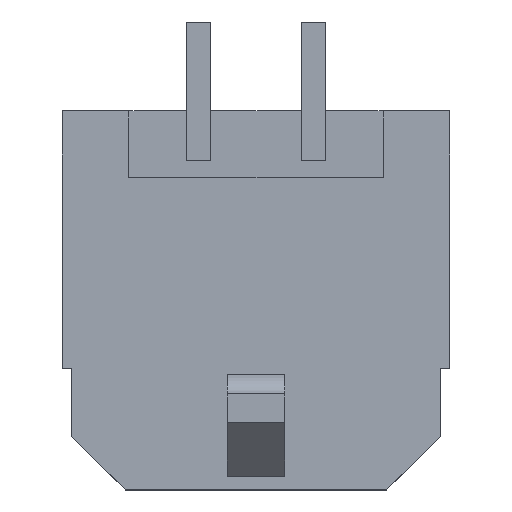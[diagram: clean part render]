
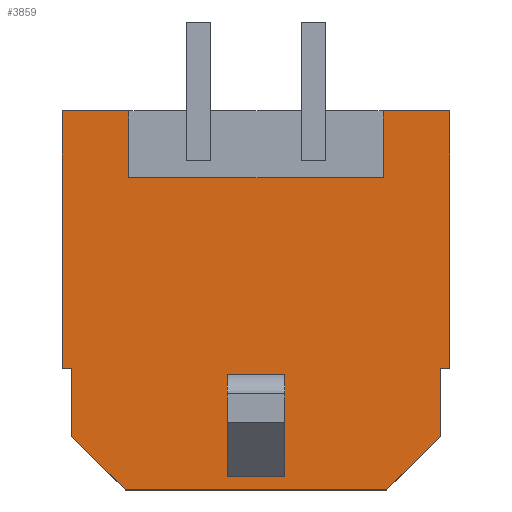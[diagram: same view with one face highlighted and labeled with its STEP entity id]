
A CAD part, top view. The second image highlights one B-rep face of the part: STEP entity #3859.
In plain terms, the highlighted planar face has unit normal (0, 0, 1).
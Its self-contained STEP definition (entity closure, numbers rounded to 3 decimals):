
#1601=CARTESIAN_POINT('',(-4.825,-9.02,7.37));
#1602=VERTEX_POINT('',#1601);
#1609=CARTESIAN_POINT('',(-4.825,-7.25,7.37));
#1610=VERTEX_POINT('',#1609);
#1611=CARTESIAN_POINT('',(-4.825,-7.25,7.37));
#1612=DIRECTION('',(0.0,-1.0,0.0));
#1613=VECTOR('',#1612,1.77);
#1614=LINE('',#1611,#1613);
#1615=EDGE_CURVE('',#1610,#1602,#1614,.T.);
#1711=CARTESIAN_POINT('',(-5.075,-7.25,7.37));
#1712=VERTEX_POINT('',#1711);
#1713=CARTESIAN_POINT('',(-5.075,-7.25,7.37));
#1714=DIRECTION('',(1.0,0.0,0.0));
#1715=VECTOR('',#1714,0.25);
#1716=LINE('',#1713,#1715);
#1717=EDGE_CURVE('',#1712,#1610,#1716,.T.);
#1980=CARTESIAN_POINT('',(5.075,-0.51,7.37));
#1981=VERTEX_POINT('',#1980);
#1988=CARTESIAN_POINT('',(5.075,-7.25,7.37));
#1989=VERTEX_POINT('',#1988);
#1990=CARTESIAN_POINT('',(5.075,-7.25,7.37));
#1991=DIRECTION('',(0.0,1.0,0.0));
#1992=VECTOR('',#1991,6.74);
#1993=LINE('',#1990,#1992);
#1994=EDGE_CURVE('',#1989,#1981,#1993,.T.);
#2757=CARTESIAN_POINT('',(3.325,-0.51,7.37));
#2758=VERTEX_POINT('',#2757);
#2765=CARTESIAN_POINT('',(5.075,-0.51,7.37));
#2766=DIRECTION('',(-1.0,0.0,0.0));
#2767=VECTOR('',#2766,1.75);
#2768=LINE('',#2765,#2767);
#2769=EDGE_CURVE('',#1981,#2758,#2768,.T.);
#2824=CARTESIAN_POINT('',(-5.075,-0.51,7.37));
#2825=VERTEX_POINT('',#2824);
#2834=CARTESIAN_POINT('',(-3.325,-0.51,7.37));
#2835=VERTEX_POINT('',#2834);
#2836=CARTESIAN_POINT('',(-3.325,-0.51,7.37));
#2837=DIRECTION('',(-1.0,0.0,0.0));
#2838=VECTOR('',#2837,1.75);
#2839=LINE('',#2836,#2838);
#2840=EDGE_CURVE('',#2835,#2825,#2839,.T.);
#3640=CARTESIAN_POINT('',(-5.075,-0.51,7.37));
#3641=DIRECTION('',(0.0,-1.0,0.0));
#3642=VECTOR('',#3641,6.74);
#3643=LINE('',#3640,#3642);
#3644=EDGE_CURVE('',#2825,#1712,#3643,.T.);
#3752=CARTESIAN_POINT('',(-5.583,-0.014,7.37));
#3753=DIRECTION('',(0.0,0.0,1.0));
#3754=DIRECTION('',(0.0,-1.0,0.0));
#3755=AXIS2_PLACEMENT_3D('',#3752,#3753,#3754);
#3756=PLANE('',#3755);
#3757=ORIENTED_EDGE('',*,*,#2840,.T.);
#3758=ORIENTED_EDGE('',*,*,#3644,.T.);
#3759=ORIENTED_EDGE('',*,*,#1717,.T.);
#3760=ORIENTED_EDGE('',*,*,#1615,.T.);
#3761=CARTESIAN_POINT('',(-3.425,-10.42,7.37));
#3762=VERTEX_POINT('',#3761);
#3763=CARTESIAN_POINT('',(-3.425,-10.42,7.37));
#3764=DIRECTION('',(-0.707,0.707,0.0));
#3765=VECTOR('',#3764,1.98);
#3766=LINE('',#3763,#3765);
#3767=EDGE_CURVE('',#3762,#1602,#3766,.T.);
#3768=ORIENTED_EDGE('',*,*,#3767,.F.);
#3769=CARTESIAN_POINT('',(3.425,-10.42,7.37));
#3770=VERTEX_POINT('',#3769);
#3771=CARTESIAN_POINT('',(-3.425,-10.42,7.37));
#3772=DIRECTION('',(1.0,0.0,0.0));
#3773=VECTOR('',#3772,6.85);
#3774=LINE('',#3771,#3773);
#3775=EDGE_CURVE('',#3762,#3770,#3774,.T.);
#3776=ORIENTED_EDGE('',*,*,#3775,.T.);
#3777=CARTESIAN_POINT('',(4.825,-9.02,7.37));
#3778=VERTEX_POINT('',#3777);
#3779=CARTESIAN_POINT('',(4.825,-9.02,7.37));
#3780=DIRECTION('',(-0.707,-0.707,0.0));
#3781=VECTOR('',#3780,1.98);
#3782=LINE('',#3779,#3781);
#3783=EDGE_CURVE('',#3778,#3770,#3782,.T.);
#3784=ORIENTED_EDGE('',*,*,#3783,.F.);
#3785=CARTESIAN_POINT('',(4.825,-7.25,7.37));
#3786=VERTEX_POINT('',#3785);
#3787=CARTESIAN_POINT('',(4.825,-7.25,7.37));
#3788=DIRECTION('',(0.0,-1.0,0.0));
#3789=VECTOR('',#3788,1.77);
#3790=LINE('',#3787,#3789);
#3791=EDGE_CURVE('',#3786,#3778,#3790,.T.);
#3792=ORIENTED_EDGE('',*,*,#3791,.F.);
#3793=CARTESIAN_POINT('',(4.825,-7.25,7.37));
#3794=DIRECTION('',(1.0,0.0,0.0));
#3795=VECTOR('',#3794,0.25);
#3796=LINE('',#3793,#3795);
#3797=EDGE_CURVE('',#3786,#1989,#3796,.T.);
#3798=ORIENTED_EDGE('',*,*,#3797,.T.);
#3799=ORIENTED_EDGE('',*,*,#1994,.T.);
#3800=ORIENTED_EDGE('',*,*,#2769,.T.);
#3801=CARTESIAN_POINT('',(3.325,-2.26,7.37));
#3802=VERTEX_POINT('',#3801);
#3803=CARTESIAN_POINT('',(3.325,-0.51,7.37));
#3804=DIRECTION('',(0.0,-1.0,0.0));
#3805=VECTOR('',#3804,1.75);
#3806=LINE('',#3803,#3805);
#3807=EDGE_CURVE('',#2758,#3802,#3806,.T.);
#3808=ORIENTED_EDGE('',*,*,#3807,.T.);
#3809=CARTESIAN_POINT('',(-3.325,-2.26,7.37));
#3810=VERTEX_POINT('',#3809);
#3811=CARTESIAN_POINT('',(-3.325,-2.26,7.37));
#3812=DIRECTION('',(1.0,0.0,0.0));
#3813=VECTOR('',#3812,6.65);
#3814=LINE('',#3811,#3813);
#3815=EDGE_CURVE('',#3810,#3802,#3814,.T.);
#3816=ORIENTED_EDGE('',*,*,#3815,.F.);
#3817=CARTESIAN_POINT('',(-3.325,-0.51,7.37));
#3818=DIRECTION('',(0.0,-1.0,0.0));
#3819=VECTOR('',#3818,1.75);
#3820=LINE('',#3817,#3819);
#3821=EDGE_CURVE('',#2835,#3810,#3820,.T.);
#3822=ORIENTED_EDGE('',*,*,#3821,.F.);
#3823=EDGE_LOOP('',(#3757,#3758,#3759,#3760,#3768,#3776,#3784,#3792,#3798,#3799,#3800,#3808,#3816,#3822));
#3824=FACE_OUTER_BOUND('',#3823,.T.);
#3825=CARTESIAN_POINT('',(-0.75,-7.42,7.37));
#3826=VERTEX_POINT('',#3825);
#3827=CARTESIAN_POINT('',(0.75,-7.42,7.37));
#3828=VERTEX_POINT('',#3827);
#3829=CARTESIAN_POINT('',(-0.75,-7.42,7.37));
#3830=DIRECTION('',(1.0,0.0,0.0));
#3831=VECTOR('',#3830,1.5);
#3832=LINE('',#3829,#3831);
#3833=EDGE_CURVE('',#3826,#3828,#3832,.T.);
#3834=ORIENTED_EDGE('',*,*,#3833,.T.);
#3835=CARTESIAN_POINT('',(0.75,-10.07,7.37));
#3836=VERTEX_POINT('',#3835);
#3837=CARTESIAN_POINT('',(0.75,-10.07,7.37));
#3838=DIRECTION('',(0.0,1.0,0.0));
#3839=VECTOR('',#3838,2.65);
#3840=LINE('',#3837,#3839);
#3841=EDGE_CURVE('',#3836,#3828,#3840,.T.);
#3842=ORIENTED_EDGE('',*,*,#3841,.F.);
#3843=CARTESIAN_POINT('',(-0.75,-10.07,7.37));
#3844=VERTEX_POINT('',#3843);
#3845=CARTESIAN_POINT('',(-0.75,-10.07,7.37));
#3846=DIRECTION('',(1.0,0.0,0.0));
#3847=VECTOR('',#3846,1.5);
#3848=LINE('',#3845,#3847);
#3849=EDGE_CURVE('',#3844,#3836,#3848,.T.);
#3850=ORIENTED_EDGE('',*,*,#3849,.F.);
#3851=CARTESIAN_POINT('',(-0.75,-10.07,7.37));
#3852=DIRECTION('',(0.0,1.0,0.0));
#3853=VECTOR('',#3852,2.65);
#3854=LINE('',#3851,#3853);
#3855=EDGE_CURVE('',#3844,#3826,#3854,.T.);
#3856=ORIENTED_EDGE('',*,*,#3855,.T.);
#3857=EDGE_LOOP('',(#3834,#3842,#3850,#3856));
#3858=FACE_BOUND('',#3857,.T.);
#3859=ADVANCED_FACE('',(#3824,#3858),#3756,.T.);
